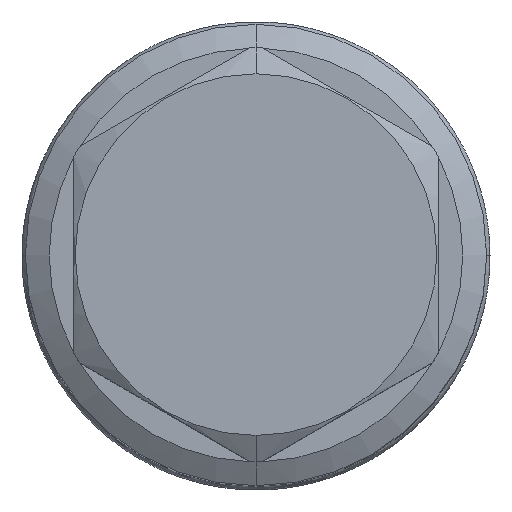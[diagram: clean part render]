
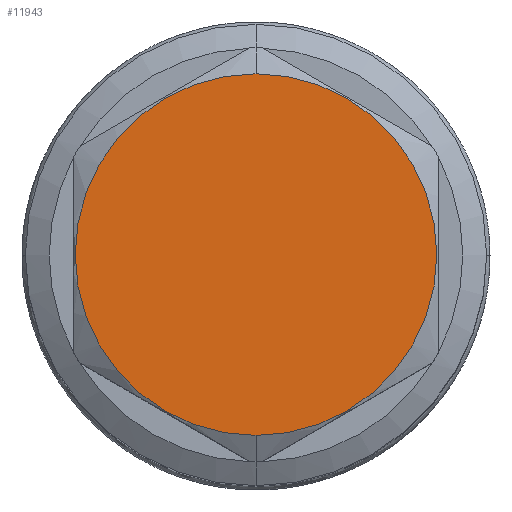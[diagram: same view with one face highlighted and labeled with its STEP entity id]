
A CAD part, top view. The second image highlights one B-rep face of the part: STEP entity #11943.
In plain terms, the highlighted planar face has unit normal (0, 0, 1).
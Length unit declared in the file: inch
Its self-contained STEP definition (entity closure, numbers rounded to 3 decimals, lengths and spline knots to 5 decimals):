
#8902=CARTESIAN_POINT('',(0.,0.,6.896));
#8903=DIRECTION('',(0.,0.,1.));
#8904=DIRECTION('',(0.,-1.,0.));
#8905=AXIS2_PLACEMENT_3D('',#8902,#8903,#8904);
#8907=CARTESIAN_POINT('',(0.,0.,6.896));
#8908=DIRECTION('',(0.,0.,1.));
#8909=DIRECTION('',(0.,1.,0.));
#8910=AXIS2_PLACEMENT_3D('',#8907,#8908,#8909);
#10509=CARTESIAN_POINT('',(0.,-0.807,6.896));
#10510=CARTESIAN_POINT('',(0.,0.807,6.896));
#10511=VERTEX_POINT('',#10509);
#10512=VERTEX_POINT('',#10510);
#11934=CARTESIAN_POINT('',(0.,0.,6.896));
#11935=DIRECTION('',(0.,0.,1.));
#11936=DIRECTION('',(0.,1.,0.));
#11937=AXIS2_PLACEMENT_3D('',#11934,#11935,#11936);
#11938=PLANE('',#11937);
#11939=ORIENTED_EDGE('',*,*,#11704,.F.);
#11940=ORIENTED_EDGE('',*,*,#11925,.F.);
#11941=EDGE_LOOP('',(#11939,#11940));
#11942=FACE_OUTER_BOUND('',#11941,.F.);
#11943=ADVANCED_FACE('',(#11942),#11938,.T.);
#8906=CIRCLE('',#8905,0.807);
#8911=CIRCLE('',#8910,0.807);
#11704=EDGE_CURVE('',#10511,#10512,#8906,.T.);
#11925=EDGE_CURVE('',#10512,#10511,#8911,.T.);
